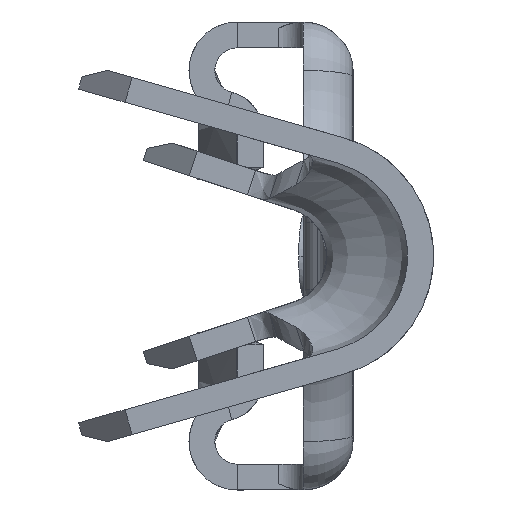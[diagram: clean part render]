
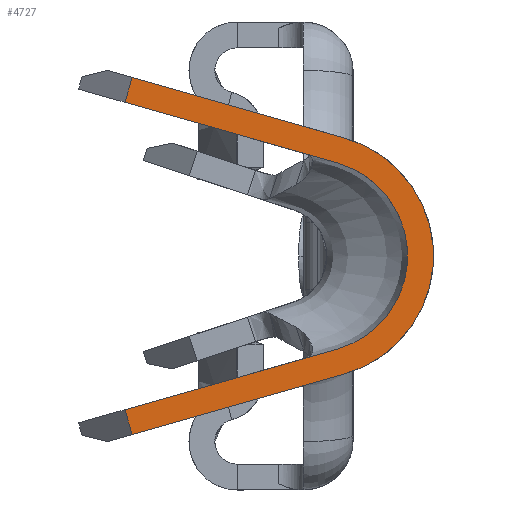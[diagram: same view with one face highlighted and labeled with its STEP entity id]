
A CAD part, left-side view. The second image highlights one B-rep face of the part: STEP entity #4727.
In plain terms, the highlighted planar face has unit normal (-1, 0, 0).
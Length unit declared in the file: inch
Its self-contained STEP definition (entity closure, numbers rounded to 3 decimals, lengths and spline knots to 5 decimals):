
#483 = DIRECTION ( 'NONE',  ( 0., 0., -1. ) ) ;
#495 = CARTESIAN_POINT ( 'NONE',  ( -0.79, -0.00496, -0.0577 ) ) ;
#513 = DIRECTION ( 'NONE',  ( -1., 0., 0. ) ) ;
#521 = CARTESIAN_POINT ( 'NONE',  ( -0.79, -0.00496, 0.0577 ) ) ;
#525 = CARTESIAN_POINT ( 'NONE',  ( -0.79, 0.01148, 0. ) ) ;
#572 = LINE ( 'NONE', #4232, #7456 ) ;
#850 = VECTOR ( 'NONE', #5912, 39.37008 ) ;
#1050 = EDGE_CURVE ( 'NONE', #9862, #3869, #8360, .T. ) ;
#1264 = VECTOR ( 'NONE', #9676, 39.37008 ) ;
#1920 = EDGE_CURVE ( 'NONE', #7268, #7252, #9037, .T. ) ;
#2409 = CARTESIAN_POINT ( 'NONE',  ( -0.79, 0.12225, 0.11058 ) ) ;
#2612 = VERTEX_POINT ( 'NONE', #4991 ) ;
#2742 = ORIENTED_EDGE ( 'NONE', *, *, #1050, .T. ) ;
#2763 = DIRECTION ( 'NONE',  ( 0., -0.962, 0.274 ) ) ;
#2791 = AXIS2_PLACEMENT_3D ( 'NONE', #525, #513, #483 ) ;
#2957 = EDGE_CURVE ( 'NONE', #7252, #5199, #5988, .T. ) ;
#3284 = CARTESIAN_POINT ( 'NONE',  ( -0.79, 0.12225, -0.11058 ) ) ;
#3424 = LINE ( 'NONE', #3480, #1264 ) ;
#3480 = CARTESIAN_POINT ( 'NONE',  ( -0.79, 0.14307, -0.03749 ) ) ;
#3563 = CARTESIAN_POINT ( 'NONE',  ( -0.79, 0.14307, 0.03749 ) ) ;
#3574 = LINE ( 'NONE', #10317, #850 ) ;
#3613 = DIRECTION ( 'NONE',  ( 0., 0.274, -0.962 ) ) ;
#3736 = ORIENTED_EDGE ( 'NONE', *, *, #9515, .T. ) ;
#3869 = VERTEX_POINT ( 'NONE', #10476 ) ;
#3923 = DIRECTION ( 'NONE',  ( 0., 0., -1. ) ) ;
#3937 = DIRECTION ( 'NONE',  ( 1., 0., 0. ) ) ;
#3971 = CARTESIAN_POINT ( 'NONE',  ( -0.79, 0.01148, 0. ) ) ;
#4154 = PLANE ( 'NONE',  #6490 ) ;
#4232 = CARTESIAN_POINT ( 'NONE',  ( -0.79, -0.00934, 0.07309 ) ) ;
#4471 = AXIS2_PLACEMENT_3D ( 'NONE', #9952, #4669, #10880 ) ;
#4502 = CARTESIAN_POINT ( 'NONE',  ( -0.79, -0.00496, -0.0577 ) ) ;
#4585 = ORIENTED_EDGE ( 'NONE', *, *, #5065, .F. ) ;
#4669 = DIRECTION ( 'NONE',  ( 1., 0., 0. ) ) ;
#4713 = EDGE_LOOP ( 'NONE', ( #8335, #3736, #8449, #4585, #9280, #2742, #9835, #10704 ) ) ;
#4727 = ADVANCED_FACE ( 'NONE', ( #9202 ), #4154, .F. ) ;
#4991 = CARTESIAN_POINT ( 'NONE',  ( -0.79, -0.00934, -0.07309 ) ) ;
#5065 = EDGE_CURVE ( 'NONE', #9642, #2612, #8789, .T. ) ;
#5199 = VERTEX_POINT ( 'NONE', #11180 ) ;
#5912 = DIRECTION ( 'NONE',  ( 0., 0.962, -0.274 ) ) ;
#5988 = CIRCLE ( 'NONE', #2791, 0.06 ) ;
#6426 = VECTOR ( 'NONE', #2763, 39.37008 ) ;
#6490 = AXIS2_PLACEMENT_3D ( 'NONE', #3971, #3937, #3923 ) ;
#6642 = VECTOR ( 'NONE', #7756, 39.37008 ) ;
#6802 = CARTESIAN_POINT ( 'NONE',  ( -0.79, 0.12663, -0.09519 ) ) ;
#6841 = VERTEX_POINT ( 'NONE', #3284 ) ;
#7252 = VERTEX_POINT ( 'NONE', #495 ) ;
#7268 = VERTEX_POINT ( 'NONE', #6802 ) ;
#7456 = VECTOR ( 'NONE', #10442, 39.37008 ) ;
#7756 = DIRECTION ( 'NONE',  ( 0., 0.962, 0.274 ) ) ;
#8335 = ORIENTED_EDGE ( 'NONE', *, *, #1920, .F. ) ;
#8360 = LINE ( 'NONE', #3563, #10458 ) ;
#8449 = ORIENTED_EDGE ( 'NONE', *, *, #9227, .F. ) ;
#8789 = CIRCLE ( 'NONE', #4471, 0.076 ) ;
#9037 = LINE ( 'NONE', #4502, #6426 ) ;
#9202 = FACE_OUTER_BOUND ( 'NONE', #4713, .T. ) ;
#9227 = EDGE_CURVE ( 'NONE', #2612, #6841, #3574, .T. ) ;
#9275 = EDGE_CURVE ( 'NONE', #9862, #9642, #572, .T. ) ;
#9280 = ORIENTED_EDGE ( 'NONE', *, *, #9275, .F. ) ;
#9391 = EDGE_CURVE ( 'NONE', #5199, #3869, #11366, .T. ) ;
#9515 = EDGE_CURVE ( 'NONE', #7268, #6841, #3424, .T. ) ;
#9642 = VERTEX_POINT ( 'NONE', #9906 ) ;
#9676 = DIRECTION ( 'NONE',  ( 0., -0.274, -0.962 ) ) ;
#9835 = ORIENTED_EDGE ( 'NONE', *, *, #9391, .F. ) ;
#9862 = VERTEX_POINT ( 'NONE', #2409 ) ;
#9906 = CARTESIAN_POINT ( 'NONE',  ( -0.79, -0.00934, 0.07309 ) ) ;
#9952 = CARTESIAN_POINT ( 'NONE',  ( -0.79, 0.01148, 0. ) ) ;
#10317 = CARTESIAN_POINT ( 'NONE',  ( -0.79, -0.00934, -0.07309 ) ) ;
#10442 = DIRECTION ( 'NONE',  ( 0., -0.962, -0.274 ) ) ;
#10458 = VECTOR ( 'NONE', #3613, 39.37008 ) ;
#10476 = CARTESIAN_POINT ( 'NONE',  ( -0.79, 0.12663, 0.09519 ) ) ;
#10704 = ORIENTED_EDGE ( 'NONE', *, *, #2957, .F. ) ;
#10880 = DIRECTION ( 'NONE',  ( 0., 0., -1. ) ) ;
#11180 = CARTESIAN_POINT ( 'NONE',  ( -0.79, -0.00496, 0.0577 ) ) ;
#11366 = LINE ( 'NONE', #521, #6642 ) ;
